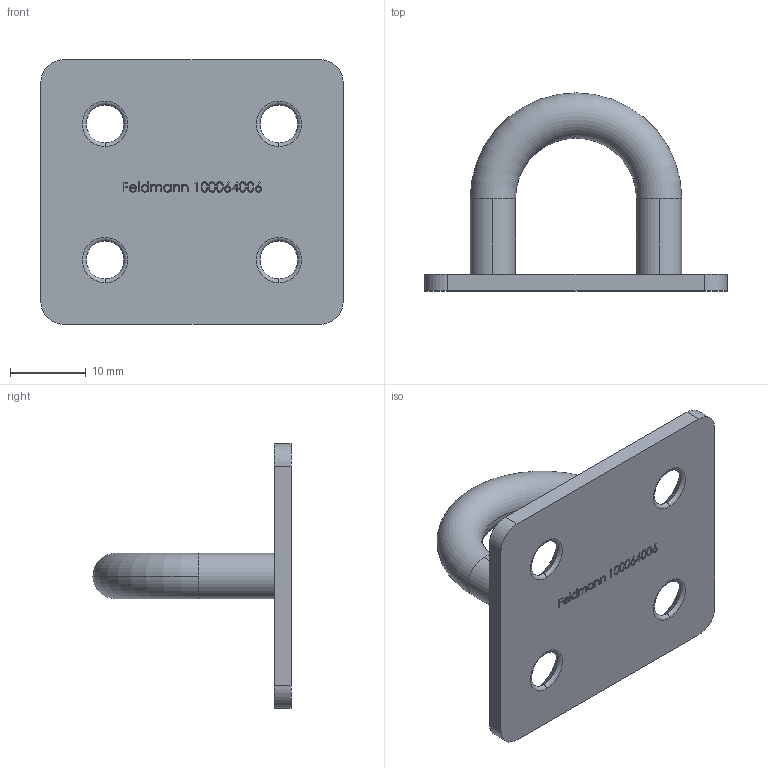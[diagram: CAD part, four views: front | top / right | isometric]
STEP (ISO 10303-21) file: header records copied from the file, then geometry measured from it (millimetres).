
FILE_DESCRIPTION (( 'STEP AP203' ), '1' );
FILE_NAME ('100064006.STEP', '2017-10-28T10:59:58', ( '' ), ( '' ), 'SwSTEP 2.0', 'SolidWorks 2015', '' );
FILE_SCHEMA (( 'CONFIG_CONTROL_DESIGN' ));
Length unit declared in the file: millimetre
Products named in the file (1): 100064006
Bounding box: 40 x 26.2 x 35 mm (x, y, z)
Volume: 4310 mm3; surface area: 4004.6 mm2
Topology: 1 solids, 1 shells, 250 faces, 652 edges, 432 vertices
Faces by surface type: plane 113, bspline 111, torus 10, cone 8, cylinder 8
Entity records: 14553 total; most frequent: CARTESIAN_POINT 9022, ORIENTED_EDGE 1304, DIRECTION 764, EDGE_CURVE 652, VERTEX_POINT 432, VECTOR 376, LINE 376, EDGE_LOOP 288
